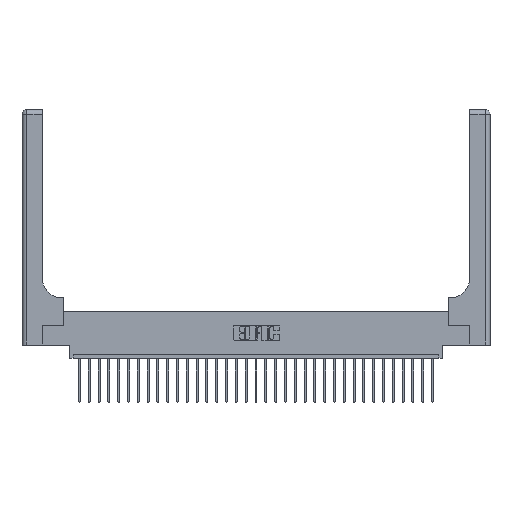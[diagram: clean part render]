
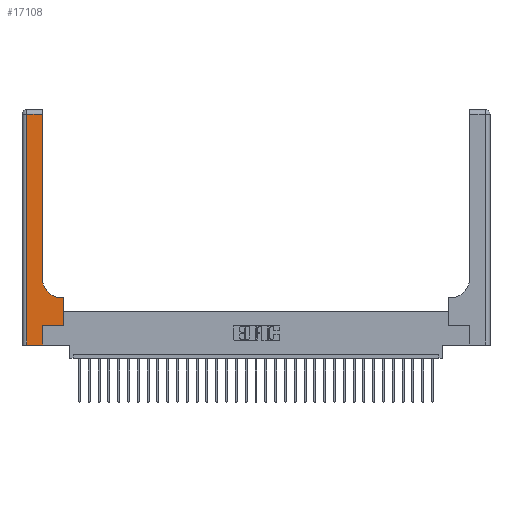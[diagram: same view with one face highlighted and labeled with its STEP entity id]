
A CAD part, top view. The second image highlights one B-rep face of the part: STEP entity #17108.
In plain terms, the highlighted planar face has unit normal (0, 0, 1).
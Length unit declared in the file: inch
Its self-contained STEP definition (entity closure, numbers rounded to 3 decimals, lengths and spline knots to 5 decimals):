
#387 = AXIS2_PLACEMENT_3D ( 'NONE', #21267, #2485, #11554 ) ;
#1018 = ORIENTED_EDGE ( 'NONE', *, *, #26108, .T. ) ;
#1021 = CARTESIAN_POINT ( 'NONE',  ( 0.26, 0.85, 0.37 ) ) ;
#1606 = DIRECTION ( 'NONE',  ( 1., 0., 0. ) ) ;
#1871 = VERTEX_POINT ( 'NONE', #25824 ) ;
#2093 = VECTOR ( 'NONE', #1606, 39.37008 ) ;
#2416 = EDGE_CURVE ( 'NONE', #22081, #11185, #21229, .T. ) ;
#2485 = DIRECTION ( 'NONE',  ( 0., 0., -1. ) ) ;
#2710 = CARTESIAN_POINT ( 'NONE',  ( 0.26, 0.6, 0.37 ) ) ;
#2797 = CARTESIAN_POINT ( 'NONE',  ( 0.26, 2.94, 0.37 ) ) ;
#2925 = ORIENTED_EDGE ( 'NONE', *, *, #9988, .T. ) ;
#3291 = DIRECTION ( 'NONE',  ( 1., 0., 0. ) ) ;
#3533 = DIRECTION ( 'NONE',  ( 0., 1., 0. ) ) ;
#4397 = VECTOR ( 'NONE', #28406, 39.37008 ) ;
#4734 = VERTEX_POINT ( 'NONE', #2797 ) ;
#4877 = AXIS2_PLACEMENT_3D ( 'NONE', #20540, #26621, #10833 ) ;
#5754 = ORIENTED_EDGE ( 'NONE', *, *, #12459, .T. ) ;
#5879 = EDGE_CURVE ( 'NONE', #16464, #24043, #17076, .T. ) ;
#7235 = CARTESIAN_POINT ( 'NONE',  ( 0., 2.94, 0.37 ) ) ;
#7442 = CARTESIAN_POINT ( 'NONE',  ( 0.06, 3., 0.37 ) ) ;
#7516 = DIRECTION ( 'NONE',  ( -1., 0., 0. ) ) ;
#7817 = CARTESIAN_POINT ( 'NONE',  ( 0.528, 0.6, 0.37 ) ) ;
#7824 = LINE ( 'NONE', #16542, #24689 ) ;
#7923 = CARTESIAN_POINT ( 'NONE',  ( 0.06, 0., 0.37 ) ) ;
#8047 = VECTOR ( 'NONE', #27668, 39.37008 ) ;
#8602 = CARTESIAN_POINT ( 'NONE',  ( 0.265, 0.25, 0.37 ) ) ;
#9292 = VECTOR ( 'NONE', #7516, 39.37008 ) ;
#9988 = EDGE_CURVE ( 'NONE', #14027, #27121, #28865, .T. ) ;
#10676 = LINE ( 'NONE', #19464, #4397 ) ;
#10833 = DIRECTION ( 'NONE',  ( -1., 0., 0. ) ) ;
#11185 = VERTEX_POINT ( 'NONE', #7923 ) ;
#11554 = DIRECTION ( 'NONE',  ( 1., 0., 0. ) ) ;
#11573 = EDGE_CURVE ( 'NONE', #11185, #1871, #7824, .T. ) ;
#11593 = LINE ( 'NONE', #7235, #9292 ) ;
#11637 = LINE ( 'NONE', #2710, #14144 ) ;
#11781 = DIRECTION ( 'NONE',  ( -1., 0., 0. ) ) ;
#12145 = ORIENTED_EDGE ( 'NONE', *, *, #21526, .T. ) ;
#12459 = EDGE_CURVE ( 'NONE', #20433, #14027, #11637, .T. ) ;
#12652 = EDGE_CURVE ( 'NONE', #27121, #4734, #24595, .T. ) ;
#12694 = VECTOR ( 'NONE', #18980, 39.37008 ) ;
#13065 = CARTESIAN_POINT ( 'NONE',  ( 0.26, 3., 0.37 ) ) ;
#13356 = ORIENTED_EDGE ( 'NONE', *, *, #5879, .T. ) ;
#13456 = CARTESIAN_POINT ( 'NONE',  ( 0.528, 0.25, 0.37 ) ) ;
#14027 = VERTEX_POINT ( 'NONE', #23029 ) ;
#14144 = VECTOR ( 'NONE', #11781, 39.37008 ) ;
#16464 = VERTEX_POINT ( 'NONE', #8602 ) ;
#16542 = CARTESIAN_POINT ( 'NONE',  ( 0., 0., 0.37 ) ) ;
#17064 = CARTESIAN_POINT ( 'NONE',  ( 0.265, 0., 0.37 ) ) ;
#17076 = LINE ( 'NONE', #19477, #2093 ) ;
#17108 = ADVANCED_FACE ( 'NONE', ( #17672 ), #17965, .F. ) ;
#17672 = FACE_OUTER_BOUND ( 'NONE', #27006, .T. ) ;
#17965 = PLANE ( 'NONE',  #4877 ) ;
#18377 = ORIENTED_EDGE ( 'NONE', *, *, #2416, .T. ) ;
#18980 = DIRECTION ( 'NONE',  ( 0., -1., 0. ) ) ;
#19162 = VECTOR ( 'NONE', #3533, 39.37008 ) ;
#19464 = CARTESIAN_POINT ( 'NONE',  ( 0.528, 0.25, 0.37 ) ) ;
#19477 = CARTESIAN_POINT ( 'NONE',  ( 0.265, 0.25, 0.37 ) ) ;
#20370 = ORIENTED_EDGE ( 'NONE', *, *, #12652, .T. ) ;
#20433 = VERTEX_POINT ( 'NONE', #7817 ) ;
#20540 = CARTESIAN_POINT ( 'NONE',  ( 0., 3., 0.37 ) ) ;
#21229 = LINE ( 'NONE', #7442, #12694 ) ;
#21267 = CARTESIAN_POINT ( 'NONE',  ( 0.51, 0.85, 0.37 ) ) ;
#21526 = EDGE_CURVE ( 'NONE', #24043, #20433, #10676, .T. ) ;
#22065 = CARTESIAN_POINT ( 'NONE',  ( 0.06, 2.94, 0.37 ) ) ;
#22081 = VERTEX_POINT ( 'NONE', #22065 ) ;
#22427 = EDGE_CURVE ( 'NONE', #1871, #16464, #25778, .T. ) ;
#23029 = CARTESIAN_POINT ( 'NONE',  ( 0.51, 0.6, 0.37 ) ) ;
#24043 = VERTEX_POINT ( 'NONE', #13456 ) ;
#24499 = ORIENTED_EDGE ( 'NONE', *, *, #11573, .T. ) ;
#24595 = LINE ( 'NONE', #13065, #8047 ) ;
#24689 = VECTOR ( 'NONE', #3291, 39.37008 ) ;
#25778 = LINE ( 'NONE', #17064, #19162 ) ;
#25824 = CARTESIAN_POINT ( 'NONE',  ( 0.265, 0., 0.37 ) ) ;
#26108 = EDGE_CURVE ( 'NONE', #4734, #22081, #11593, .T. ) ;
#26621 = DIRECTION ( 'NONE',  ( 0., 0., -1. ) ) ;
#26955 = ORIENTED_EDGE ( 'NONE', *, *, #22427, .T. ) ;
#27006 = EDGE_LOOP ( 'NONE', ( #20370, #1018, #18377, #24499, #26955, #13356, #12145, #5754, #2925 ) ) ;
#27121 = VERTEX_POINT ( 'NONE', #1021 ) ;
#27668 = DIRECTION ( 'NONE',  ( 0., 1., 0. ) ) ;
#28406 = DIRECTION ( 'NONE',  ( 0., 1., 0. ) ) ;
#28865 = CIRCLE ( 'NONE', #387, 0.25 ) ;
